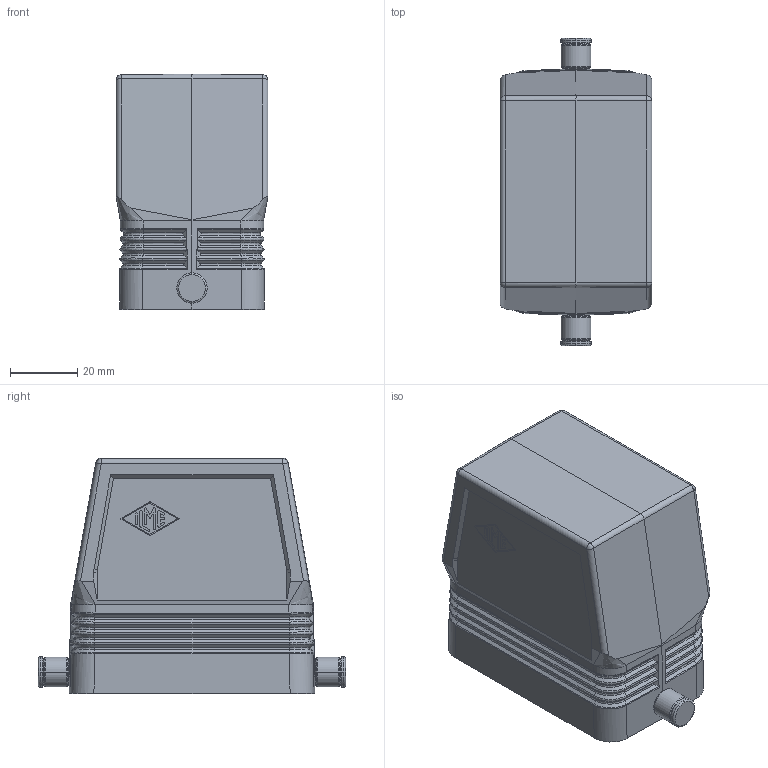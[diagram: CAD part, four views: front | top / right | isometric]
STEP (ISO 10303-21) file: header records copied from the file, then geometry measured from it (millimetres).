
FILE_DESCRIPTION(('Creo Elements/Direct Modeling STEP Export'),'2;1');
FILE_NAME('0ln7uvk45d84f201516','2016-10-26T16:17:57',(''),(''),'PTC Creo Elements/Direct Modeling STEP processor for AP214 (Solid Model)','PTC Creo Elements/Direct Modeling 19.0E 27-Jun-2016 (C) Parametric Technology GmbH','');
FILE_SCHEMA(('AUTOMOTIVE_DESIGN { 1 0 10303 214 1 1 1 1 }'));
Products named in the file (2): RAC_10_L
Assembly tree (1 placements, depth 2):
  RAC_10_L
    RAC_10_L
Bounding box: 45 x 91.19 x 70 mm (x, y, z)
Volume: 71344.6 mm3; surface area: 34320.1 mm2
Topology: 1 solids, 1 shells, 399 faces, 1006 edges, 627 vertices
Faces by surface type: plane 148, bspline 102, cylinder 85, extrusion 28, torus 20, cone 12, sphere 4
Entity records: 39302 total; most frequent: CARTESIAN_POINT 27747, ORIENTED_EDGE 2004, DIRECTION 1374, EDGE_CURVE 1002, VERTEX_POINT 627, VECTOR 532, LINE 504, AXIS2_PLACEMENT_3D 421
